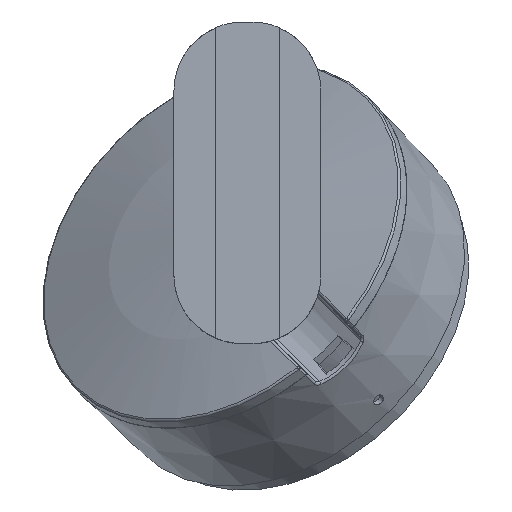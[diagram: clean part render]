
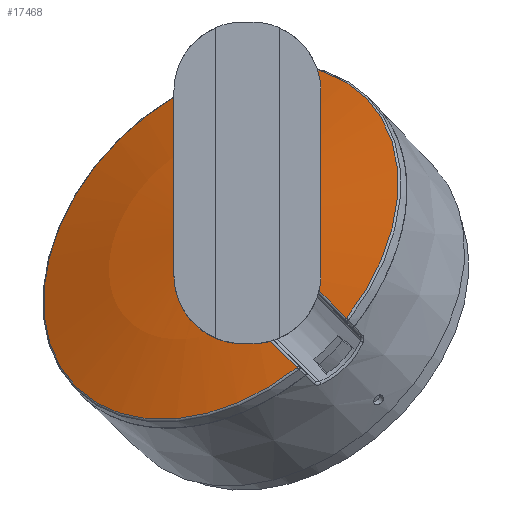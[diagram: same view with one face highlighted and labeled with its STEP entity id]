
A CAD part, top view. The second image highlights one B-rep face of the part: STEP entity #17468.
In plain terms, the highlighted spherical face has radius 205 mm.
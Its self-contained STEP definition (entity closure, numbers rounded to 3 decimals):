
#220=SPHERICAL_SURFACE('',#19241,205.);
#1657=B_SPLINE_CURVE_WITH_KNOTS('',3,(#41391,#41392,#41393,#41394,#41395,
#41396,#41397,#41398,#41399,#41400),.UNSPECIFIED.,.F.,.F.,(4,1,1,1,1,1,
1,4),(-2.396,-2.054,-1.712,-1.369,
-1.027,-0.685,-0.342,0.),
 .UNSPECIFIED.);
#2998=FACE_OUTER_BOUND('',#4142,.T.);
#4142=EDGE_LOOP('',(#15337,#15338,#15339,#15340));
#6346=CIRCLE('',#19181,204.96);
#6349=CIRCLE('',#19185,204.96);
#6379=CIRCLE('',#19239,44.563);
#7820=VERTEX_POINT('',#40702);
#7821=VERTEX_POINT('',#40704);
#7822=VERTEX_POINT('',#40708);
#7823=VERTEX_POINT('',#40710);
#10317=EDGE_CURVE('',#7820,#7821,#6346,.T.);
#10320=EDGE_CURVE('',#7822,#7823,#6349,.T.);
#10378=EDGE_CURVE('',#7821,#7822,#6379,.T.);
#10380=EDGE_CURVE('',#7823,#7820,#1657,.T.);
#15337=ORIENTED_EDGE('',*,*,#10317,.F.);
#15338=ORIENTED_EDGE('',*,*,#10380,.F.);
#15339=ORIENTED_EDGE('',*,*,#10320,.F.);
#15340=ORIENTED_EDGE('',*,*,#10378,.F.);
#17468=ADVANCED_FACE('',(#2998),#220,.T.);
#19181=AXIS2_PLACEMENT_3D('',#40705,#22901,#22902);
#19185=AXIS2_PLACEMENT_3D('',#40711,#22909,#22910);
#19239=AXIS2_PLACEMENT_3D('',#41339,#23027,#23028);
#19241=AXIS2_PLACEMENT_3D('',#41429,#23031,#23032);
#22901=DIRECTION('center_axis',(0.698,0.716,0.012));
#22902=DIRECTION('ref_axis',(-0.457,0.432,0.778));
#22909=DIRECTION('center_axis',(-0.716,-0.698,0.012));
#22910=DIRECTION('ref_axis',(-0.432,0.457,0.778));
#23027=DIRECTION('center_axis',(0.5,-0.5,-0.707));
#23028=DIRECTION('ref_axis',(-0.5,0.5,-0.707));
#23031=DIRECTION('center_axis',(-0.5,0.5,0.707));
#23032=DIRECTION('ref_axis',(-0.5,0.5,-0.707));
#40702=CARTESIAN_POINT('',(-14.307,-5.039,8.428));
#40704=CARTESIAN_POINT('',(10.839,-30.068,37.183));
#40705=CARTESIAN_POINT('Origin',(91.436,-105.723,-135.411));
#40708=CARTESIAN_POINT('',(21.536,-19.371,37.183));
#40710=CARTESIAN_POINT('',(-3.493,5.775,8.428));
#40711=CARTESIAN_POINT('Origin',(97.191,-99.968,-135.411));
#41339=CARTESIAN_POINT('Origin',(-5.771,-2.761,6.129));
#41391=CARTESIAN_POINT('Ctrl Pts',(-3.493,5.775,8.428));
#41392=CARTESIAN_POINT('Ctrl Pts',(-4.061,6.342,7.613));
#41393=CARTESIAN_POINT('Ctrl Pts',(-5.565,7.108,5.984));
#41394=CARTESIAN_POINT('Ctrl Pts',(-8.482,6.923,4.024));
#41395=CARTESIAN_POINT('Ctrl Pts',(-11.482,5.438,2.937));
#41396=CARTESIAN_POINT('Ctrl Pts',(-13.971,2.95,2.936));
#41397=CARTESIAN_POINT('Ctrl Pts',(-15.455,-0.05,
4.024));
#41398=CARTESIAN_POINT('Ctrl Pts',(-15.64,-2.967,5.984));
#41399=CARTESIAN_POINT('Ctrl Pts',(-14.875,-4.472,
7.613));
#41400=CARTESIAN_POINT('Ctrl Pts',(-14.307,-5.039,
8.428));
#41429=CARTESIAN_POINT('Origin',(94.278,-102.81,-135.361));
